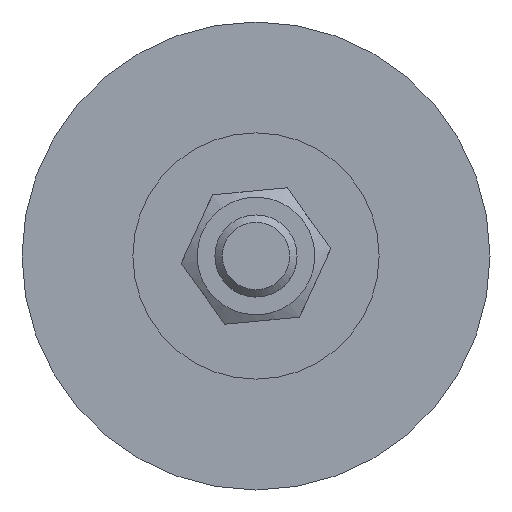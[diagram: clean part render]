
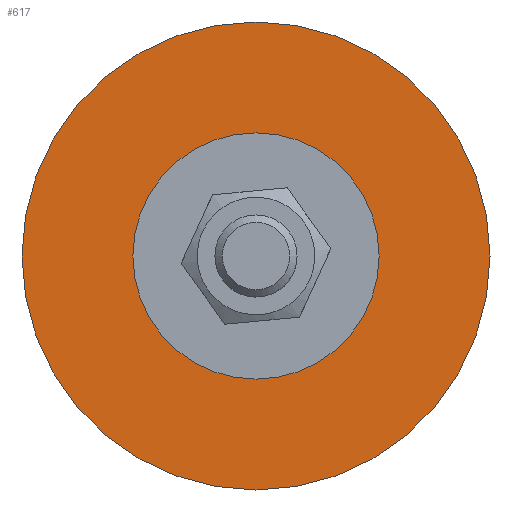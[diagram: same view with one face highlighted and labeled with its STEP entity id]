
A CAD part, front view. The second image highlights one B-rep face of the part: STEP entity #617.
In plain terms, the highlighted planar face has unit normal (0, -1, 0).
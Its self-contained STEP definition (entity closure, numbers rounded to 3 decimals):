
#90=PLANE('',#688);
#116=FACE_BOUND('',#215,.T.);
#155=FACE_OUTER_BOUND('',#214,.T.);
#214=EDGE_LOOP('',(#498));
#215=EDGE_LOOP('',(#499));
#282=CIRCLE('',#689,34.2);
#283=CIRCLE('',#690,6.);
#331=VERTEX_POINT('',#1031);
#332=VERTEX_POINT('',#1033);
#398=EDGE_CURVE('',#331,#331,#282,.T.);
#399=EDGE_CURVE('',#332,#332,#283,.T.);
#498=ORIENTED_EDGE('',*,*,#398,.T.);
#499=ORIENTED_EDGE('',*,*,#399,.F.);
#617=ADVANCED_FACE('',(#155,#116),#90,.T.);
#688=AXIS2_PLACEMENT_3D('',#1030,#812,#813);
#689=AXIS2_PLACEMENT_3D('',#1032,#814,#815);
#690=AXIS2_PLACEMENT_3D('',#1034,#816,#817);
#812=DIRECTION('center_axis',(0.,-1.,0.));
#813=DIRECTION('ref_axis',(0.,0.,-1.));
#814=DIRECTION('center_axis',(0.,-1.,0.));
#815=DIRECTION('ref_axis',(1.,0.,0.));
#816=DIRECTION('center_axis',(0.,-1.,0.));
#817=DIRECTION('ref_axis',(1.,0.,0.));
#1030=CARTESIAN_POINT('Origin',(6.1,0.,0.));
#1031=CARTESIAN_POINT('',(34.2,0.,0.));
#1032=CARTESIAN_POINT('Origin',(0.,0.,0.));
#1033=CARTESIAN_POINT('',(-6.,0.,0.));
#1034=CARTESIAN_POINT('Origin',(0.,0.,0.));
